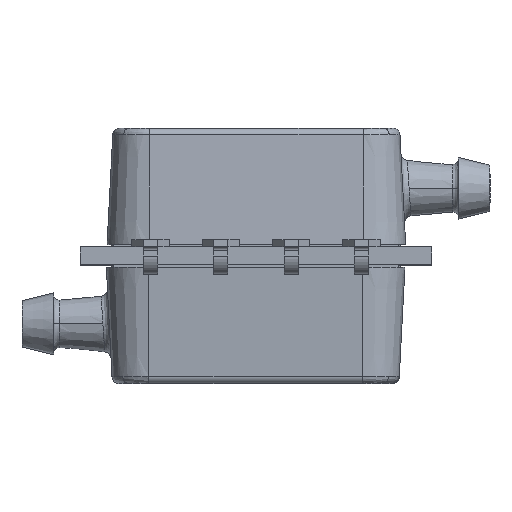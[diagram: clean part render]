
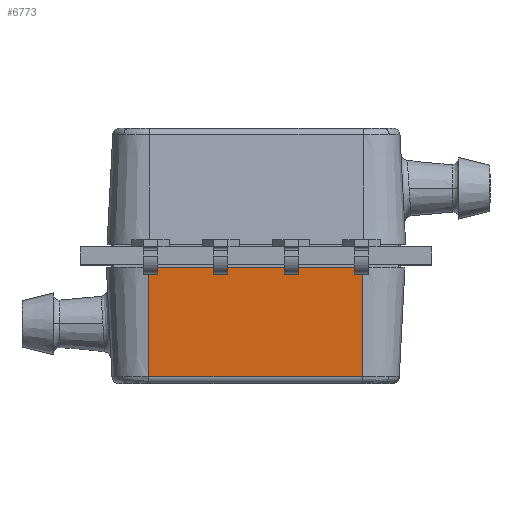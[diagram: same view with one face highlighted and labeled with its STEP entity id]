
A CAD part, top view. The second image highlights one B-rep face of the part: STEP entity #6773.
In plain terms, the highlighted face is planar.
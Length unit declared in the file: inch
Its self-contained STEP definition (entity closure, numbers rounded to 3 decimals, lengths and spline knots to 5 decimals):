
#674 = CARTESIAN_POINT ( 'NONE',  ( 0.18107, 0.2455, 0.16875 ) ) ;
#678 = DIRECTION ( 'NONE',  ( -1., 0., 0. ) ) ;
#2012 = VERTEX_POINT ( 'NONE', #12672 ) ;
#2030 = VERTEX_POINT ( 'NONE', #12762 ) ;
#2055 = VERTEX_POINT ( 'NONE', #12811 ) ;
#2078 = VERTEX_POINT ( 'NONE', #12810 ) ;
#2168 = FACE_OUTER_BOUND ( 'NONE', #14358, .T. ) ;
#5030 = DIRECTION ( 'NONE',  ( 0.004, -0.052, 0.999 ) ) ;
#5048 = CARTESIAN_POINT ( 'NONE',  ( -0.12623, 0.2455, 0.16875 ) ) ;
#5120 = CARTESIAN_POINT ( 'NONE',  ( 0.17859, 0.23735, 0.32427 ) ) ;
#5146 = DIRECTION ( 'NONE',  ( 0.004, 0.052, -0.999 ) ) ;
#5606 = CARTESIAN_POINT ( 'NONE',  ( -0.12559, 0.23735, 0.32427 ) ) ;
#5612 = DIRECTION ( 'NONE',  ( -1., 0., 0. ) ) ;
#5852 = PLANE ( 'NONE',  #11495 ) ;
#5867 = CARTESIAN_POINT ( 'NONE',  ( 0.18107, 0.2455, 0.16875 ) ) ;
#5876 = DIRECTION ( 'NONE',  ( 0., -0.052, 0.999 ) ) ;
#5914 = DIRECTION ( 'NONE',  ( 0., 0.999, 0.052 ) ) ;
#6773 = ADVANCED_FACE ( 'NONE', ( #2168 ), #5852, .T. ) ;
#7435 = EDGE_CURVE ( 'NONE', #2055, #2078, #9649, .T. ) ;
#8692 = LINE ( 'NONE', #5048, #8696 ) ;
#8696 = VECTOR ( 'NONE', #5030, 39.37008 ) ;
#9649 = LINE ( 'NONE', #5606, #9674 ) ;
#9674 = VECTOR ( 'NONE', #5612, 39.37008 ) ;
#10346 = ORIENTED_EDGE ( 'NONE', *, *, #12236, .T. ) ;
#10364 = ORIENTED_EDGE ( 'NONE', *, *, #12155, .T. ) ;
#10368 = ORIENTED_EDGE ( 'NONE', *, *, #7435, .F. ) ;
#10377 = ORIENTED_EDGE ( 'NONE', *, *, #12221, .T. ) ;
#11495 = AXIS2_PLACEMENT_3D ( 'NONE', #5867, #5914, #5876 ) ;
#12072 = VECTOR ( 'NONE', #5146, 39.37008 ) ;
#12075 = LINE ( 'NONE', #5120, #12072 ) ;
#12155 = EDGE_CURVE ( 'NONE', #2012, #2030, #12304, .T. ) ;
#12221 = EDGE_CURVE ( 'NONE', #2030, #2078, #8692, .T. ) ;
#12236 = EDGE_CURVE ( 'NONE', #2055, #2012, #12075, .T. ) ;
#12304 = LINE ( 'NONE', #674, #12309 ) ;
#12309 = VECTOR ( 'NONE', #678, 39.37008 ) ;
#12672 = CARTESIAN_POINT ( 'NONE',  ( 0.17923, 0.2455, 0.16875 ) ) ;
#12762 = CARTESIAN_POINT ( 'NONE',  ( -0.12623, 0.2455, 0.16875 ) ) ;
#12810 = CARTESIAN_POINT ( 'NONE',  ( -0.12559, 0.23735, 0.32427 ) ) ;
#12811 = CARTESIAN_POINT ( 'NONE',  ( 0.17859, 0.23735, 0.32427 ) ) ;
#14358 = EDGE_LOOP ( 'NONE', ( #10364, #10377, #10368, #10346 ) ) ;
